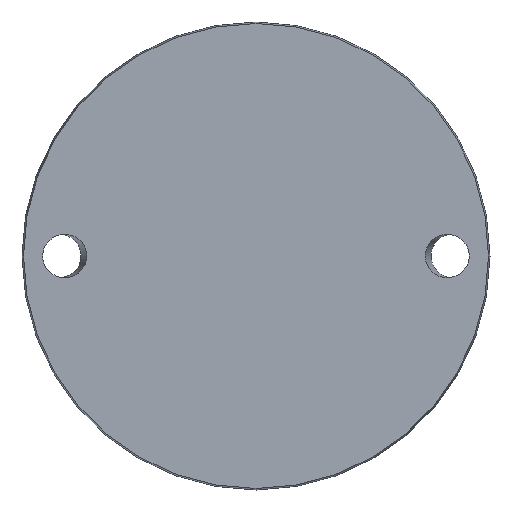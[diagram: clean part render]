
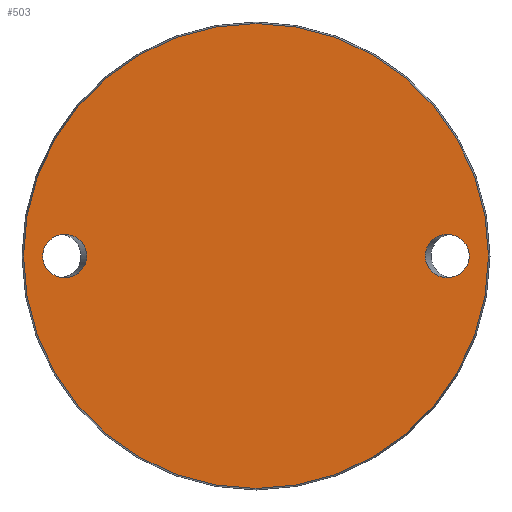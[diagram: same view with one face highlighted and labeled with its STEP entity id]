
A CAD part, front view. The second image highlights one B-rep face of the part: STEP entity #503.
In plain terms, the highlighted planar face has unit normal (0, -1, 0).
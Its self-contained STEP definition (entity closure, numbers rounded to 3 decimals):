
#23 = FACE_BOUND ( 'NONE', #275, .T. ) ;
#42 = CARTESIAN_POINT ( 'NONE',  ( -64.385, 0., 0. ) ) ;
#62 =( BOUNDED_CURVE ( )  B_SPLINE_CURVE ( 3, ( #220, #679, #930, #832, #601, #529, #79 ),
 .UNSPECIFIED., .T., .F. ) 
 B_SPLINE_CURVE_WITH_KNOTS ( ( 4, 3, 4 ),
 ( 0., 3.142, 6.283 ),
 .UNSPECIFIED. ) 
 CURVE ( )  GEOMETRIC_REPRESENTATION_ITEM ( )  RATIONAL_B_SPLINE_CURVE ( ( 1., 0.333, 0.333, 1., 0.333, 0.333, 1. ) ) 
 REPRESENTATION_ITEM ( '' )  );
#79 = CARTESIAN_POINT ( 'NONE',  ( 64.385, 0., 0. ) ) ;
#117 = CARTESIAN_POINT ( 'NONE',  ( -64.385, 0., -16.5 ) ) ;
#119 = CARTESIAN_POINT ( 'NONE',  ( -81.115, 0., 0. ) ) ;
#127 = CARTESIAN_POINT ( 'NONE',  ( -81.115, 0., -16.5 ) ) ;
#186 = ORIENTED_EDGE ( 'NONE', *, *, #672, .T. ) ;
#200 = EDGE_LOOP ( 'NONE', ( #335 ) ) ;
#210 = DIRECTION ( 'NONE',  ( 0., -1., 0. ) ) ;
#220 = CARTESIAN_POINT ( 'NONE',  ( 64.385, 0., 0. ) ) ;
#251 = VERTEX_POINT ( 'NONE', #119 ) ;
#262 = DIRECTION ( 'NONE',  ( 0., 0., -1. ) ) ;
#275 = EDGE_LOOP ( 'NONE', ( #765 ) ) ;
#330 = DIRECTION ( 'NONE',  ( 0., 0., 1. ) ) ;
#335 = ORIENTED_EDGE ( 'NONE', *, *, #613, .T. ) ;
#338 = CARTESIAN_POINT ( 'NONE',  ( 0., 0., -88.425 ) ) ;
#340 = FACE_OUTER_BOUND ( 'NONE', #457, .T. ) ;
#402 =( BOUNDED_CURVE ( )  B_SPLINE_CURVE ( 3, ( #647, #500, #896, #42, #117, #127, #892 ),
 .UNSPECIFIED., .T., .T. ) 
 B_SPLINE_CURVE_WITH_KNOTS ( ( 4, 3, 4 ),
 ( 0., 3.142, 6.283 ),
 .UNSPECIFIED. ) 
 CURVE ( )  GEOMETRIC_REPRESENTATION_ITEM ( )  RATIONAL_B_SPLINE_CURVE ( ( 1., 0.333, 0.333, 1., 0.333, 0.333, 1. ) ) 
 REPRESENTATION_ITEM ( '' )  );
#457 = EDGE_LOOP ( 'NONE', ( #186 ) ) ;
#489 = CARTESIAN_POINT ( 'NONE',  ( 64.385, 0., 0. ) ) ;
#500 = CARTESIAN_POINT ( 'NONE',  ( -81.115, 0., 16.5 ) ) ;
#503 = ADVANCED_FACE ( 'NONE', ( #711, #23, #340 ), #871, .F. ) ;
#529 = CARTESIAN_POINT ( 'NONE',  ( 64.385, 0., 16.5 ) ) ;
#558 = VERTEX_POINT ( 'NONE', #338 ) ;
#575 = CARTESIAN_POINT ( 'NONE',  ( 0., 0., 0. ) ) ;
#601 = CARTESIAN_POINT ( 'NONE',  ( 81.115, 0., 16.5 ) ) ;
#613 = EDGE_CURVE ( 'NONE', #251, #251, #402, .T. ) ;
#647 = CARTESIAN_POINT ( 'NONE',  ( -81.115, 0., 0. ) ) ;
#672 = EDGE_CURVE ( 'NONE', #558, #558, #847, .T. ) ;
#679 = CARTESIAN_POINT ( 'NONE',  ( 64.385, 0., -16.5 ) ) ;
#689 = AXIS2_PLACEMENT_3D ( 'NONE', #855, #697, #330 ) ;
#697 = DIRECTION ( 'NONE',  ( 0., 1., 0. ) ) ;
#711 = FACE_BOUND ( 'NONE', #200, .T. ) ;
#754 = AXIS2_PLACEMENT_3D ( 'NONE', #575, #210, #262 ) ;
#765 = ORIENTED_EDGE ( 'NONE', *, *, #841, .F. ) ;
#776 = VERTEX_POINT ( 'NONE', #489 ) ;
#832 = CARTESIAN_POINT ( 'NONE',  ( 81.115, 0., 0. ) ) ;
#841 = EDGE_CURVE ( 'NONE', #776, #776, #62, .T. ) ;
#847 = CIRCLE ( 'NONE', #754, 88.425 ) ;
#855 = CARTESIAN_POINT ( 'NONE',  ( -88.425, 0., 0. ) ) ;
#871 = PLANE ( 'NONE',  #689 ) ;
#892 = CARTESIAN_POINT ( 'NONE',  ( -81.115, 0., 0. ) ) ;
#896 = CARTESIAN_POINT ( 'NONE',  ( -64.385, 0., 16.5 ) ) ;
#930 = CARTESIAN_POINT ( 'NONE',  ( 81.115, 0., -16.5 ) ) ;
